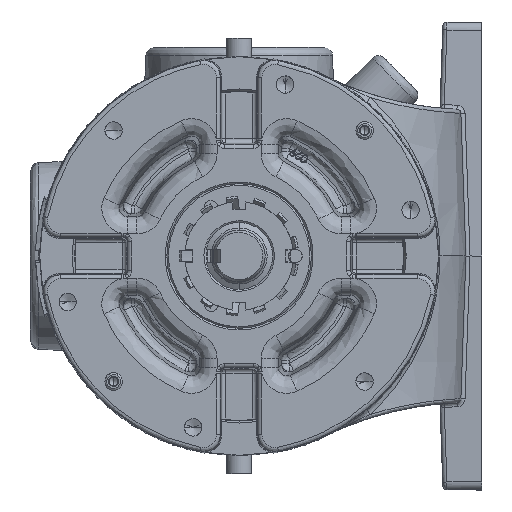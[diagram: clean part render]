
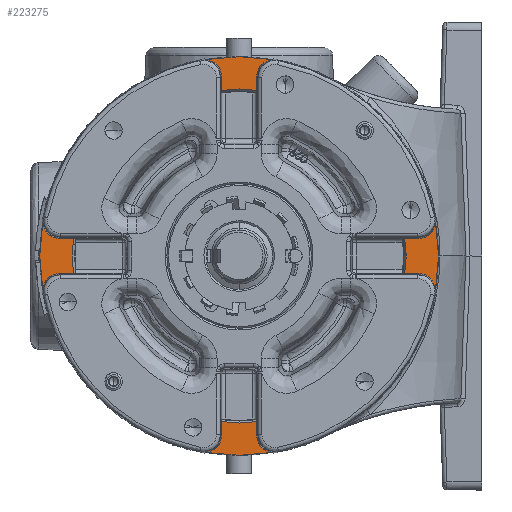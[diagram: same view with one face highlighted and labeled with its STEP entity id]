
A CAD part, left-side view. The second image highlights one B-rep face of the part: STEP entity #223275.
In plain terms, the highlighted planar face has unit normal (-1, 0, 0).
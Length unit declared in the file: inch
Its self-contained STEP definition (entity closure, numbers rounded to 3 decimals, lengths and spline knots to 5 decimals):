
#8349 = CARTESIAN_POINT ( 'NONE',  ( -7.5, 0., 0. ) ) ;
#21060 = CARTESIAN_POINT ( 'NONE',  ( -7.5, 0., -2.40964 ) ) ;
#29814 = DIRECTION ( 'NONE',  ( 0., 0., 1. ) ) ;
#34658 = EDGE_CURVE ( 'NONE', #103183, #110089, #76835, .T. ) ;
#45912 = ORIENTED_EDGE ( 'NONE', *, *, #227478, .T. ) ;
#53107 = AXIS2_PLACEMENT_3D ( 'NONE', #210168, #82494, #231680 ) ;
#54435 = CARTESIAN_POINT ( 'NONE',  ( -7.5, 2.875, 0. ) ) ;
#69160 = CARTESIAN_POINT ( 'NONE',  ( -7.5, -2.875, 0. ) ) ;
#76504 = DIRECTION ( 'NONE',  ( -1., 0., 0. ) ) ;
#76835 = CIRCLE ( 'NONE', #252958, 2.40964 ) ;
#82494 = DIRECTION ( 'NONE',  ( 1., 0., 0. ) ) ;
#83385 = CIRCLE ( 'NONE', #276191, 2.875 ) ;
#94128 = VERTEX_POINT ( 'NONE', #54435 ) ;
#103183 = VERTEX_POINT ( 'NONE', #21060 ) ;
#108280 = CARTESIAN_POINT ( 'NONE',  ( -7.5, 0., 0. ) ) ;
#109698 = VERTEX_POINT ( 'NONE', #69160 ) ;
#110089 = VERTEX_POINT ( 'NONE', #250842 ) ;
#118701 = CARTESIAN_POINT ( 'NONE',  ( -7.5, 0., 0. ) ) ;
#125919 = EDGE_LOOP ( 'NONE', ( #45912, #209200 ) ) ;
#129787 = DIRECTION ( 'NONE',  ( 0., 1., 0. ) ) ;
#133380 = ORIENTED_EDGE ( 'NONE', *, *, #179442, .F. ) ;
#135017 = AXIS2_PLACEMENT_3D ( 'NONE', #118701, #267895, #140179 ) ;
#140179 = DIRECTION ( 'NONE',  ( 0., 0., 1. ) ) ;
#149458 = ORIENTED_EDGE ( 'NONE', *, *, #152031, .F. ) ;
#152031 = EDGE_CURVE ( 'NONE', #94128, #109698, #83385, .T. ) ;
#157678 = DIRECTION ( 'NONE',  ( 1., 0., 0. ) ) ;
#162661 = AXIS2_PLACEMENT_3D ( 'NONE', #204213, #76504, #225680 ) ;
#172914 = FACE_OUTER_BOUND ( 'NONE', #188046, .T. ) ;
#179442 = EDGE_CURVE ( 'NONE', #109698, #94128, #229260, .T. ) ;
#188046 = EDGE_LOOP ( 'NONE', ( #149458, #133380 ) ) ;
#204213 = CARTESIAN_POINT ( 'NONE',  ( -7.5, 0., 0. ) ) ;
#209200 = ORIENTED_EDGE ( 'NONE', *, *, #34658, .T. ) ;
#210168 = CARTESIAN_POINT ( 'NONE',  ( -7.5, 0., 0. ) ) ;
#222890 = FACE_BOUND ( 'NONE', #125919, .T. ) ;
#223275 = ADVANCED_FACE ( 'NONE', ( #172914, #222890 ), #246294, .T. ) ;
#225680 = DIRECTION ( 'NONE',  ( 0., -1., 0. ) ) ;
#227478 = EDGE_CURVE ( 'NONE', #110089, #103183, #246894, .T. ) ;
#229260 = CIRCLE ( 'NONE', #53107, 2.875 ) ;
#231680 = DIRECTION ( 'NONE',  ( 0., 1., 0. ) ) ;
#246294 = PLANE ( 'NONE',  #162661 ) ;
#246894 = CIRCLE ( 'NONE', #135017, 2.40964 ) ;
#250842 = CARTESIAN_POINT ( 'NONE',  ( -7.5, 0., 2.40964 ) ) ;
#252958 = AXIS2_PLACEMENT_3D ( 'NONE', #8349, #157678, #29814 ) ;
#257481 = DIRECTION ( 'NONE',  ( 1., 0., 0. ) ) ;
#267895 = DIRECTION ( 'NONE',  ( 1., 0., 0. ) ) ;
#276191 = AXIS2_PLACEMENT_3D ( 'NONE', #108280, #257481, #129787 ) ;
